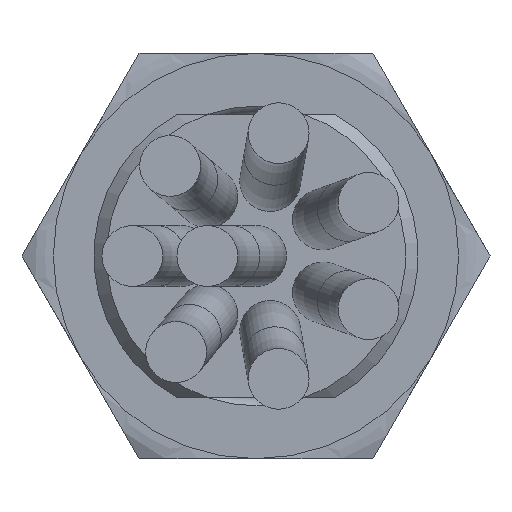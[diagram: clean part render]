
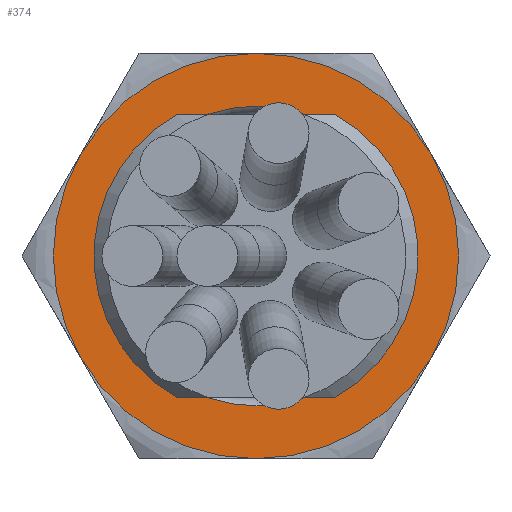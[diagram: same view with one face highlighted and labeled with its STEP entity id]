
A CAD part, front view. The second image highlights one B-rep face of the part: STEP entity #374.
In plain terms, the highlighted planar face has unit normal (0, -1, 0).
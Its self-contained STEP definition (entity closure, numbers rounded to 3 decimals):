
#374=ADVANCED_FACE('',(#633,#634),#442,.F.);
#442=PLANE('',#2422);
#633=FACE_BOUND('',#894,.T.);
#634=FACE_BOUND('',#895,.T.);
#894=EDGE_LOOP('',(#1461,#1462,#1463,#1464,#1465,#1466));
#895=EDGE_LOOP('',(#1467,#1468,#1469,#1470,#1471,#1472,#1473,#1474));
#978=LINE('',#3794,#1048);
#979=LINE('',#3795,#1049);
#980=LINE('',#3796,#1050);
#981=LINE('',#3797,#1051);
#1048=VECTOR('',#3067,1.);
#1049=VECTOR('',#3068,1.);
#1050=VECTOR('',#3069,1.);
#1051=VECTOR('',#3070,1.);
#1461=ORIENTED_EDGE('',*,*,#1926,.F.);
#1462=ORIENTED_EDGE('',*,*,#1923,.F.);
#1463=ORIENTED_EDGE('',*,*,#1920,.F.);
#1464=ORIENTED_EDGE('',*,*,#1918,.F.);
#1465=ORIENTED_EDGE('',*,*,#1914,.F.);
#1466=ORIENTED_EDGE('',*,*,#1911,.F.);
#1467=ORIENTED_EDGE('',*,*,#1940,.T.);
#1468=ORIENTED_EDGE('',*,*,#1964,.T.);
#1469=ORIENTED_EDGE('',*,*,#1957,.T.);
#1470=ORIENTED_EDGE('',*,*,#1965,.T.);
#1471=ORIENTED_EDGE('',*,*,#1960,.T.);
#1472=ORIENTED_EDGE('',*,*,#1966,.T.);
#1473=ORIENTED_EDGE('',*,*,#1944,.T.);
#1474=ORIENTED_EDGE('',*,*,#1967,.T.);
#1692=VERTEX_POINT('',#3639);
#1694=VERTEX_POINT('',#3642);
#1696=VERTEX_POINT('',#3654);
#1698=VERTEX_POINT('',#3665);
#1700=VERTEX_POINT('',#3678);
#1702=VERTEX_POINT('',#3690);
#1710=VERTEX_POINT('',#3732);
#1711=VERTEX_POINT('',#3733);
#1714=VERTEX_POINT('',#3741);
#1715=VERTEX_POINT('',#3742);
#1724=VERTEX_POINT('',#3780);
#1725=VERTEX_POINT('',#3781);
#1726=VERTEX_POINT('',#3786);
#1727=VERTEX_POINT('',#3787);
#1911=EDGE_CURVE('',#1692,#1694,#2114,.T.);
#1914=EDGE_CURVE('',#1694,#1696,#2115,.T.);
#1918=EDGE_CURVE('',#1696,#1698,#2116,.T.);
#1920=EDGE_CURVE('',#1698,#1700,#2117,.T.);
#1923=EDGE_CURVE('',#1700,#1702,#2118,.T.);
#1926=EDGE_CURVE('',#1702,#1692,#2119,.T.);
#1940=EDGE_CURVE('',#1710,#1711,#2120,.T.);
#1944=EDGE_CURVE('',#1714,#1715,#2122,.T.);
#1957=EDGE_CURVE('',#1724,#1725,#2127,.T.);
#1960=EDGE_CURVE('',#1726,#1727,#2128,.T.);
#1964=EDGE_CURVE('',#1711,#1724,#978,.T.);
#1965=EDGE_CURVE('',#1725,#1726,#979,.T.);
#1966=EDGE_CURVE('',#1727,#1714,#980,.T.);
#1967=EDGE_CURVE('',#1715,#1710,#981,.T.);
#2114=CIRCLE('',#2387,5.);
#2115=CIRCLE('',#2389,5.);
#2116=CIRCLE('',#2391,5.);
#2117=CIRCLE('',#2393,5.);
#2118=CIRCLE('',#2395,5.);
#2119=CIRCLE('',#2397,5.);
#2120=CIRCLE('',#2405,3.695);
#2122=CIRCLE('',#2408,4.);
#2127=CIRCLE('',#2417,4.);
#2128=CIRCLE('',#2419,3.695);
#2387=AXIS2_PLACEMENT_3D('',#3641,#2975,#2976);
#2389=AXIS2_PLACEMENT_3D('',#3653,#2979,#2980);
#2391=AXIS2_PLACEMENT_3D('',#3670,#2983,#2984);
#2393=AXIS2_PLACEMENT_3D('',#3677,#2987,#2988);
#2395=AXIS2_PLACEMENT_3D('',#3689,#2991,#2992);
#2397=AXIS2_PLACEMENT_3D('',#3701,#2995,#2996);
#2405=AXIS2_PLACEMENT_3D('',#3731,#3023,#3024);
#2408=AXIS2_PLACEMENT_3D('',#3740,#3031,#3032);
#2417=AXIS2_PLACEMENT_3D('',#3779,#3053,#3054);
#2419=AXIS2_PLACEMENT_3D('',#3785,#3059,#3060);
#2422=AXIS2_PLACEMENT_3D('',#3798,#3071,#3072);
#2975=DIRECTION('',(0.,1.,0.));
#2976=DIRECTION('',(0.,0.,-1.));
#2979=DIRECTION('',(0.,1.,0.));
#2980=DIRECTION('',(0.,0.,-1.));
#2983=DIRECTION('',(0.,1.,0.));
#2984=DIRECTION('',(0.,0.,-1.));
#2987=DIRECTION('',(0.,1.,0.));
#2988=DIRECTION('',(0.,0.,-1.));
#2991=DIRECTION('',(0.,1.,0.));
#2992=DIRECTION('',(0.,0.,-1.));
#2995=DIRECTION('',(0.,1.,0.));
#2996=DIRECTION('',(0.,0.,-1.));
#3023=DIRECTION('',(0.,1.,0.));
#3024=DIRECTION('',(0.,0.,-1.));
#3031=DIRECTION('',(0.,1.,0.));
#3032=DIRECTION('',(0.,0.,1.));
#3053=DIRECTION('',(0.,1.,0.));
#3054=DIRECTION('',(0.,0.,1.));
#3059=DIRECTION('',(0.,1.,0.));
#3060=DIRECTION('',(0.,0.,-1.));
#3067=DIRECTION('',(-1.,0.,0.));
#3068=DIRECTION('',(1.,0.,0.));
#3069=DIRECTION('',(1.,0.,0.));
#3070=DIRECTION('',(-1.,0.,0.));
#3071=DIRECTION('',(0.,1.,0.));
#3072=DIRECTION('',(0.,0.,-1.));
#3639=CARTESIAN_POINT('',(17.877,65.517,71.784));
#3641=CARTESIAN_POINT('',(22.207,65.517,74.284));
#3642=CARTESIAN_POINT('',(17.877,65.517,76.784));
#3653=CARTESIAN_POINT('',(22.207,65.517,74.284));
#3654=CARTESIAN_POINT('',(22.207,65.517,79.284));
#3665=CARTESIAN_POINT('',(26.538,65.517,76.784));
#3670=CARTESIAN_POINT('',(22.207,65.517,74.284));
#3677=CARTESIAN_POINT('',(22.207,65.517,74.284));
#3678=CARTESIAN_POINT('',(26.538,65.517,71.784));
#3689=CARTESIAN_POINT('',(22.207,65.517,74.284));
#3690=CARTESIAN_POINT('',(22.207,65.517,69.284));
#3701=CARTESIAN_POINT('',(22.207,65.517,74.284));
#3731=CARTESIAN_POINT('',(22.207,65.517,74.284));
#3732=CARTESIAN_POINT('',(23.392,65.517,70.784));
#3733=CARTESIAN_POINT('',(21.023,65.517,70.784));
#3740=CARTESIAN_POINT('',(22.207,65.517,74.284));
#3741=CARTESIAN_POINT('',(24.143,65.517,77.784));
#3742=CARTESIAN_POINT('',(24.144,65.517,70.784));
#3779=CARTESIAN_POINT('',(22.207,65.517,74.284));
#3780=CARTESIAN_POINT('',(20.271,65.517,70.784));
#3781=CARTESIAN_POINT('',(20.27,65.517,77.783));
#3785=CARTESIAN_POINT('',(22.207,65.517,74.284));
#3786=CARTESIAN_POINT('',(21.022,65.517,77.784));
#3787=CARTESIAN_POINT('',(23.391,65.517,77.784));
#3794=CARTESIAN_POINT('',(22.207,65.517,70.784));
#3795=CARTESIAN_POINT('',(22.207,65.517,77.784));
#3796=CARTESIAN_POINT('',(22.207,65.517,77.784));
#3797=CARTESIAN_POINT('',(22.207,65.517,70.784));
#3798=CARTESIAN_POINT('',(18.512,65.517,74.284));
